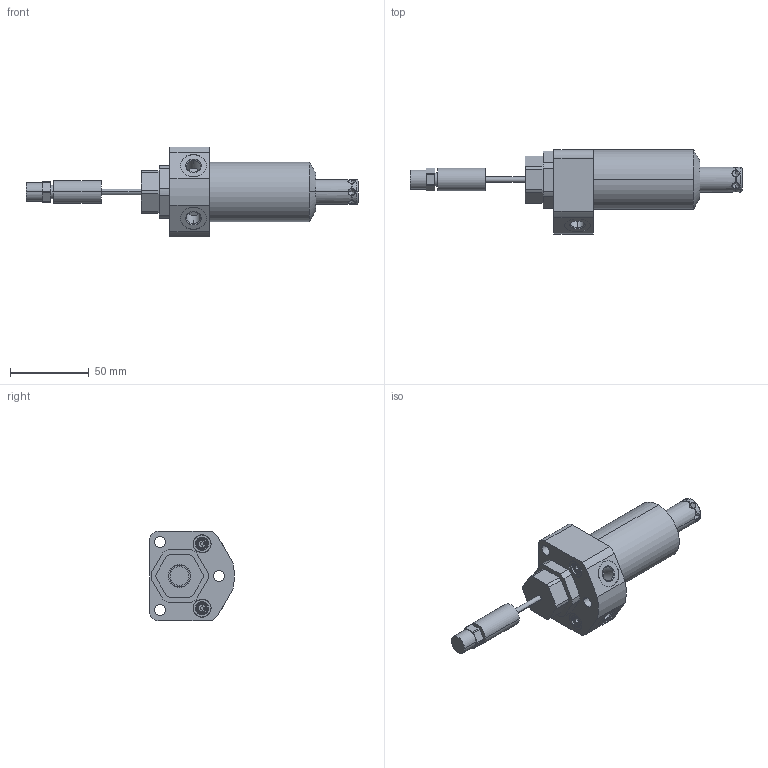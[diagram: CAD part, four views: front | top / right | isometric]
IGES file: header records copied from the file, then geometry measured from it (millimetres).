
Start section:  PTC IGES file: ilcm41420521us.igs
Global section: file name: ilcm41420521us.igs; native system: Creo Parametric by PTC Inc.; preprocessor: 2021164; author: Asawyer; organization: Unknown; date: 20250502.085944; units: millimetre
Bounding box: 211.09 x 53.81 x 57 mm (x, y, z)
Surface area: 27759.6 mm2 (no closed solid volume)
Topology: 0 solids, 0 shells, 194 faces, 954 edges, 940 vertices
Faces by surface type: revolution 115, bspline 79
